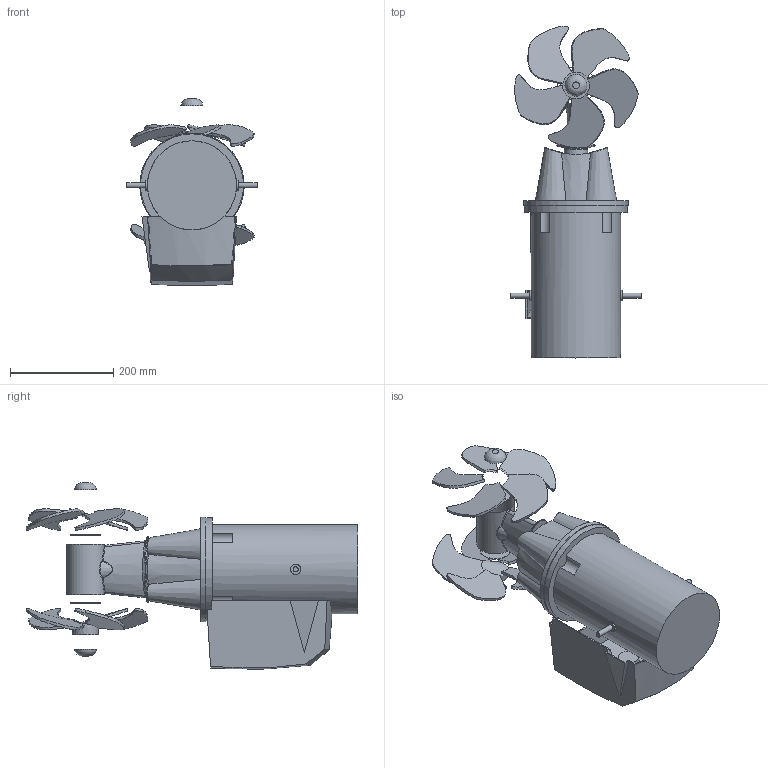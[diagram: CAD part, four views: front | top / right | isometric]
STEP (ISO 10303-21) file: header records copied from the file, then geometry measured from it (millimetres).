
FILE_DESCRIPTION(/* description */ (''),/* implementation_level */ '2;1');
FILE_NAME(/* name */ 'SE130-250T 12V.stp',/* time_stamp */ '2018-03-05T12:50:26+01:00',/* author */ ('elvira'),/* organization */ (''),/* preprocessor_version */ 'ST-DEVELOPER v17',/* originating_system */ 'Autodesk Inventor 2018',/* authorisation */ '');
FILE_SCHEMA (('AUTOMOTIVE_DESIGN { 1 0 10303 214 3 1 1 }'));
Length unit declared in the file: millimetre
Products named in the file (1): SM-137088
Bounding box: 253 x 644.27 x 362.39 mm (x, y, z)
Volume: 10891856 mm3; surface area: 772448.5 mm2
Topology: 3 solids, 3 shells, 183 faces, 447 edges, 291 vertices
Faces by surface type: plane 64, bspline 63, cylinder 27, cone 20, sphere 8, torus 1
Full cylindrical faces by diameter (mm): 10 x2, 20 x2, 45 x1, 73 x1, 173 x1, 200 x1, 203 x1
Entity records: 20180 total; most frequent: CARTESIAN_POINT 16011, ORIENTED_EDGE 894, DIRECTION 662, EDGE_CURVE 447, VERTEX_POINT 291, AXIS2_PLACEMENT_3D 274, EDGE_LOOP 204, STYLED_ITEM 186
